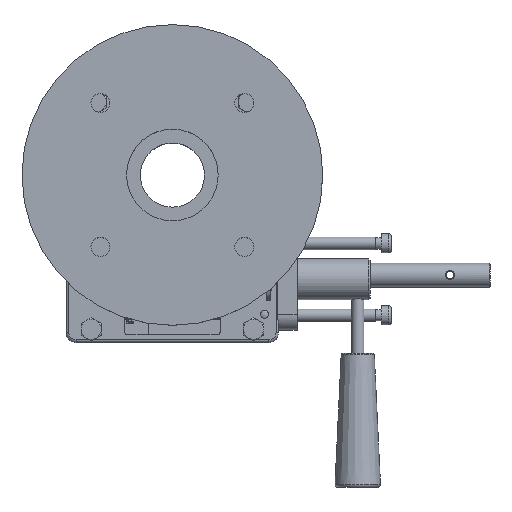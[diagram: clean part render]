
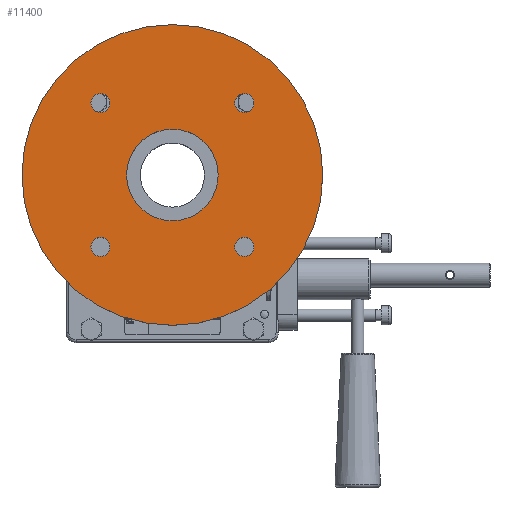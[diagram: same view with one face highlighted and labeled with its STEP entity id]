
A CAD part, top view. The second image highlights one B-rep face of the part: STEP entity #11400.
In plain terms, the highlighted planar face has unit normal (0, 0, 1).
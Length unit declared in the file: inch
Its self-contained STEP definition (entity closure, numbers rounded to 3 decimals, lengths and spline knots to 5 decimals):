
#11190=CARTESIAN_POINT('',(2.955,0.,3.69594));
#11191=VERTEX_POINT('',#11190);
#11192=CARTESIAN_POINT('',(0.,0.,3.69594));
#11193=DIRECTION('',(0.0,0.0,-1.0));
#11194=DIRECTION('',(-1.0,0.0,0.0));
#11195=AXIS2_PLACEMENT_3D('',#11192,#11193,#11194);
#11196=CIRCLE('',#11195,2.955);
#11197=EDGE_CURVE('',#11191,#11191,#11196,.T.);
#11234=CARTESIAN_POINT('',(1.60171,1.41421,3.69594));
#11235=VERTEX_POINT('',#11234);
#11236=CARTESIAN_POINT('',(1.41421,1.41421,3.69594));
#11237=DIRECTION('',(0.0,0.0,-1.0));
#11238=DIRECTION('',(1.0,0.0,0.0));
#11239=AXIS2_PLACEMENT_3D('',#11236,#11237,#11238);
#11240=CIRCLE('',#11239,0.1875);
#11241=EDGE_CURVE('',#11235,#11235,#11240,.T.);
#11275=CARTESIAN_POINT('',(1.60171,-1.41421,3.69594));
#11276=VERTEX_POINT('',#11275);
#11277=CARTESIAN_POINT('',(1.41421,-1.41421,3.69594));
#11278=DIRECTION('',(0.0,0.0,-1.0));
#11279=DIRECTION('',(1.0,0.0,0.0));
#11280=AXIS2_PLACEMENT_3D('',#11277,#11278,#11279);
#11281=CIRCLE('',#11280,0.1875);
#11282=EDGE_CURVE('',#11276,#11276,#11281,.T.);
#11316=CARTESIAN_POINT('',(-1.22671,-1.41421,3.69594));
#11317=VERTEX_POINT('',#11316);
#11318=CARTESIAN_POINT('',(-1.41421,-1.41421,3.69594));
#11319=DIRECTION('',(0.0,0.0,-1.0));
#11320=DIRECTION('',(1.0,0.0,0.0));
#11321=AXIS2_PLACEMENT_3D('',#11318,#11319,#11320);
#11322=CIRCLE('',#11321,0.1875);
#11323=EDGE_CURVE('',#11317,#11317,#11322,.T.);
#11357=CARTESIAN_POINT('',(-1.22671,1.41421,3.69594));
#11358=VERTEX_POINT('',#11357);
#11359=CARTESIAN_POINT('',(-1.41421,1.41421,3.69594));
#11360=DIRECTION('',(0.0,0.0,-1.0));
#11361=DIRECTION('',(1.0,0.0,0.0));
#11362=AXIS2_PLACEMENT_3D('',#11359,#11360,#11361);
#11363=CIRCLE('',#11362,0.1875);
#11364=EDGE_CURVE('',#11358,#11358,#11363,.T.);
#11369=CARTESIAN_POINT('',(0.,0.,3.69594));
#11370=DIRECTION('',(0.0,0.0,-1.0));
#11371=DIRECTION('',(-1.0,0.0,0.0));
#11372=AXIS2_PLACEMENT_3D('',#11369,#11370,#11371);
#11373=PLANE('',#11372);
#11374=ORIENTED_EDGE('',*,*,#11197,.F.);
#11375=EDGE_LOOP('',(#11374));
#11376=FACE_OUTER_BOUND('',#11375,.T.);
#11377=ORIENTED_EDGE('',*,*,#11241,.T.);
#11378=EDGE_LOOP('',(#11377));
#11379=FACE_BOUND('',#11378,.T.);
#11380=ORIENTED_EDGE('',*,*,#11282,.T.);
#11381=EDGE_LOOP('',(#11380));
#11382=FACE_BOUND('',#11381,.T.);
#11383=ORIENTED_EDGE('',*,*,#11323,.T.);
#11384=EDGE_LOOP('',(#11383));
#11385=FACE_BOUND('',#11384,.T.);
#11386=ORIENTED_EDGE('',*,*,#11364,.T.);
#11387=EDGE_LOOP('',(#11386));
#11388=FACE_BOUND('',#11387,.T.);
#11389=CARTESIAN_POINT('',(0.9,0.,3.69594));
#11390=VERTEX_POINT('',#11389);
#11391=CARTESIAN_POINT('',(0.,0.,3.69594));
#11392=DIRECTION('',(0.0,0.0,-1.0));
#11393=DIRECTION('',(-1.0,0.0,0.0));
#11394=AXIS2_PLACEMENT_3D('',#11391,#11392,#11393);
#11395=CIRCLE('',#11394,0.9);
#11396=EDGE_CURVE('',#11390,#11390,#11395,.T.);
#11397=ORIENTED_EDGE('',*,*,#11396,.T.);
#11398=EDGE_LOOP('',(#11397));
#11399=FACE_BOUND('',#11398,.T.);
#11400=ADVANCED_FACE('',(#11376,#11379,#11382,#11385,#11388,#11399),#11373,.F.);
